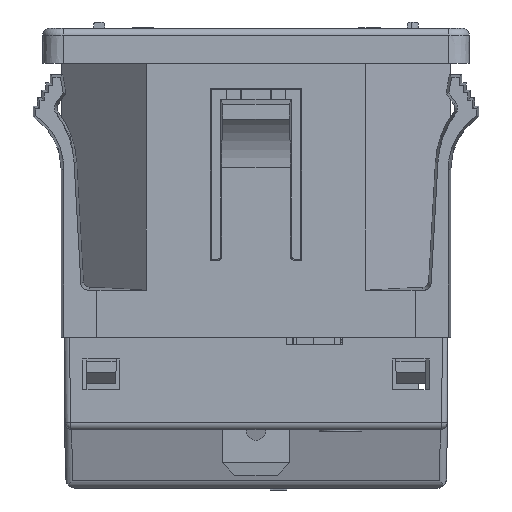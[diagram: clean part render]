
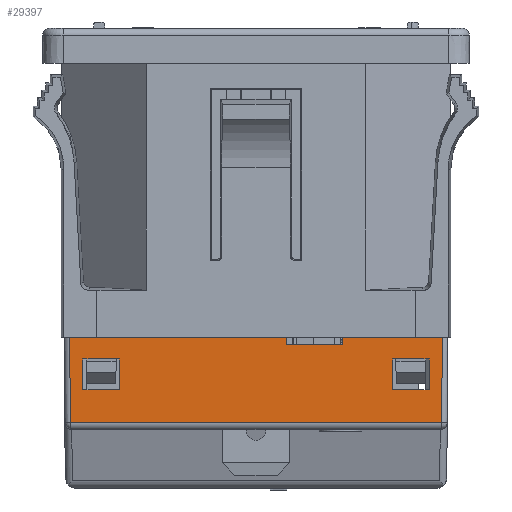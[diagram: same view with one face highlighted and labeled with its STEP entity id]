
A CAD part, front view. The second image highlights one B-rep face of the part: STEP entity #29397.
In plain terms, the highlighted planar face has unit normal (0, -1, -0.009).
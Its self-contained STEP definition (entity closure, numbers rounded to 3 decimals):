
#8169 = CARTESIAN_POINT ( 'NONE',  ( -12.35, -8.986, -23.6 ) ) ;
#8225 = CARTESIAN_POINT ( 'NONE',  ( -9.75, -8.986, -23.6 ) ) ;
#8226 = DIRECTION ( 'NONE',  ( 0., -0.009, 1. ) ) ;
#8227 = VECTOR ( 'NONE', #8226, 1000. ) ;
#8228 = CARTESIAN_POINT ( 'NONE',  ( -9.75, -9., -22.05 ) ) ;
#8230 = LINE ( 'NONE', #8228, #8227 ) ;
#8235 = CARTESIAN_POINT ( 'NONE',  ( -9.75, -8.967, -25.8 ) ) ;
#8243 = CARTESIAN_POINT ( 'NONE',  ( 13.247, -8.947, -28.154 ) ) ;
#8279 = CARTESIAN_POINT ( 'NONE',  ( -12.35, -8.967, -25.8 ) ) ;
#8329 = DIRECTION ( 'NONE',  ( 0., 0.009, -1. ) ) ;
#8330 = VECTOR ( 'NONE', #8329, 1000. ) ;
#8333 = CARTESIAN_POINT ( 'NONE',  ( -12.35, -9., -22.05 ) ) ;
#8336 = LINE ( 'NONE', #8333, #8330 ) ;
#8715 = DIRECTION ( 'NONE',  ( 1., 0., 0. ) ) ;
#8717 = VECTOR ( 'NONE', #8715, 1000. ) ;
#8719 = CARTESIAN_POINT ( 'NONE',  ( -0.6, -8.967, -25.8 ) ) ;
#8721 = LINE ( 'NONE', #8719, #8717 ) ;
#8766 = DIRECTION ( 'NONE',  ( -1., 0., 0. ) ) ;
#8767 = VECTOR ( 'NONE', #8766, 1000. ) ;
#8769 = CARTESIAN_POINT ( 'NONE',  ( -0.6, -8.986, -23.6 ) ) ;
#8771 = LINE ( 'NONE', #8769, #8767 ) ;
#8899 = CARTESIAN_POINT ( 'NONE',  ( 6.2, -8.996, -22.55 ) ) ;
#8901 = CARTESIAN_POINT ( 'NONE',  ( 2.2, -8.996, -22.55 ) ) ;
#8904 = DIRECTION ( 'NONE',  ( 1., 0., 0. ) ) ;
#8906 = VECTOR ( 'NONE', #8904, 1000. ) ;
#8907 = CARTESIAN_POINT ( 'NONE',  ( 6.2, -8.996, -22.55 ) ) ;
#8916 = LINE ( 'NONE', #8907, #8906 ) ;
#8993 = DIRECTION ( 'NONE',  ( 0., 0.009, -1. ) ) ;
#8994 = VECTOR ( 'NONE', #8993, 1000. ) ;
#8995 = CARTESIAN_POINT ( 'NONE',  ( 9.75, -9., -22.05 ) ) ;
#8996 = LINE ( 'NONE', #8995, #8994 ) ;
#9001 = CARTESIAN_POINT ( 'NONE',  ( 9.75, -8.986, -23.6 ) ) ;
#9024 = CARTESIAN_POINT ( 'NONE',  ( 12.35, -8.986, -23.6 ) ) ;
#9025 = DIRECTION ( 'NONE',  ( 0., -0.009, 1. ) ) ;
#9027 = VECTOR ( 'NONE', #9025, 1000. ) ;
#9029 = CARTESIAN_POINT ( 'NONE',  ( 12.35, -9., -22.05 ) ) ;
#9031 = LINE ( 'NONE', #9029, #9027 ) ;
#9067 = CARTESIAN_POINT ( 'NONE',  ( 12.35, -8.967, -25.8 ) ) ;
#9130 = DIRECTION ( 'NONE',  ( -1., 0., 0. ) ) ;
#9132 = VECTOR ( 'NONE', #9130, 1000. ) ;
#9133 = CARTESIAN_POINT ( 'NONE',  ( -0.6, -8.986, -23.6 ) ) ;
#9134 = LINE ( 'NONE', #9133, #9132 ) ;
#9196 = DIRECTION ( 'NONE',  ( 1., 0., 0. ) ) ;
#9198 = VECTOR ( 'NONE', #9196, 1000. ) ;
#9199 = CARTESIAN_POINT ( 'NONE',  ( -0.6, -8.967, -25.8 ) ) ;
#9200 = LINE ( 'NONE', #9199, #9198 ) ;
#9215 = CARTESIAN_POINT ( 'NONE',  ( 9.75, -8.967, -25.8 ) ) ;
#12339 = CARTESIAN_POINT ( 'NONE',  ( 13.3, -9., -22.05 ) ) ;
#12416 = CARTESIAN_POINT ( 'NONE',  ( 11.35, -9., -22.05 ) ) ;
#12608 = DIRECTION ( 'NONE',  ( 1., 0., 0. ) ) ;
#12610 = VECTOR ( 'NONE', #12608, 1000. ) ;
#12611 = CARTESIAN_POINT ( 'NONE',  ( -0.6, -9., -22.05 ) ) ;
#12612 = LINE ( 'NONE', #12611, #12610 ) ;
#12698 = CARTESIAN_POINT ( 'NONE',  ( -11.35, -9., -22.05 ) ) ;
#12701 = CARTESIAN_POINT ( 'NONE',  ( -13.3, -9., -22.05 ) ) ;
#12703 = DIRECTION ( 'NONE',  ( 1., 0., 0. ) ) ;
#12705 = VECTOR ( 'NONE', #12703, 1000. ) ;
#12706 = CARTESIAN_POINT ( 'NONE',  ( -0.6, -9., -22.05 ) ) ;
#12708 = LINE ( 'NONE', #12706, #12705 ) ;
#13859 = DIRECTION ( 'NONE',  ( 0.009, 0.009, -1. ) ) ;
#13860 = VECTOR ( 'NONE', #13859, 1000. ) ;
#13861 = CARTESIAN_POINT ( 'NONE',  ( -13.299, -8.999, -22.161 ) ) ;
#13862 = LINE ( 'NONE', #13861, #13860 ) ;
#13917 = DIRECTION ( 'NONE',  ( 0., -0.009, 1. ) ) ;
#13918 = DIRECTION ( 'NONE',  ( 0., -1., -0.009 ) ) ;
#13919 = CARTESIAN_POINT ( 'NONE',  ( -0.6, -9., -22.05 ) ) ;
#13921 = AXIS2_PLACEMENT_3D ( 'NONE', #13919, #13918, #13917 ) ;
#13922 = PLANE ( 'NONE',  #13921 ) ;
#13928 = FACE_OUTER_BOUND ( 'NONE', #29384, .T. ) ;
#13929 = FACE_BOUND ( 'NONE', #29379, .T. ) ;
#13930 = FACE_BOUND ( 'NONE', #29398, .T. ) ;
#13940 = DIRECTION ( 'NONE',  ( 0., -0.009, 1. ) ) ;
#13941 = VECTOR ( 'NONE', #13940, 1000. ) ;
#13942 = CARTESIAN_POINT ( 'NONE',  ( 2.2, -8.996, -22.55 ) ) ;
#13943 = LINE ( 'NONE', #13942, #13941 ) ;
#13948 = CARTESIAN_POINT ( 'NONE',  ( 2.2, -9., -22.05 ) ) ;
#13971 = DIRECTION ( 'NONE',  ( 1., 0., 0. ) ) ;
#13972 = VECTOR ( 'NONE', #13971, 1000. ) ;
#13973 = CARTESIAN_POINT ( 'NONE',  ( -0.6, -9., -22.05 ) ) ;
#13974 = LINE ( 'NONE', #13973, #13972 ) ;
#14125 = DIRECTION ( 'NONE',  ( 0., -0.009, 1. ) ) ;
#14127 = VECTOR ( 'NONE', #14125, 1000. ) ;
#14129 = CARTESIAN_POINT ( 'NONE',  ( 6.2, -9., -22.05 ) ) ;
#14131 = LINE ( 'NONE', #14129, #14127 ) ;
#14133 = CARTESIAN_POINT ( 'NONE',  ( 6.2, -9., -22.05 ) ) ;
#14135 = DIRECTION ( 'NONE',  ( 1., 0., 0. ) ) ;
#14137 = VECTOR ( 'NONE', #14135, 1000. ) ;
#14139 = CARTESIAN_POINT ( 'NONE',  ( -0.6, -9., -22.05 ) ) ;
#14141 = LINE ( 'NONE', #14139, #14137 ) ;
#14142 = DIRECTION ( 'NONE',  ( 0.009, -0.009, 1. ) ) ;
#14143 = VECTOR ( 'NONE', #14142, 1000. ) ;
#14145 = CARTESIAN_POINT ( 'NONE',  ( 13.299, -8.999, -22.171 ) ) ;
#14147 = LINE ( 'NONE', #14145, #14143 ) ;
#27555 = CARTESIAN_POINT ( 'NONE',  ( -13.247, -8.947, -28.154 ) ) ;
#28575 = DIRECTION ( 'NONE',  ( 1., 0., 0. ) ) ;
#28576 = VECTOR ( 'NONE', #28575, 1000. ) ;
#28577 = CARTESIAN_POINT ( 'NONE',  ( -0.6, -8.947, -28.154 ) ) ;
#28578 = LINE ( 'NONE', #28577, #28576 ) ;
#28920 = VERTEX_POINT ( 'NONE', #12339 ) ;
#28927 = VERTEX_POINT ( 'NONE', #12416 ) ;
#28981 = EDGE_CURVE ( 'NONE', #28927, #28920, #12612, .T. ) ;
#28984 = EDGE_CURVE ( 'NONE', #28985, #28986, #12708, .T. ) ;
#28985 = VERTEX_POINT ( 'NONE', #12701 ) ;
#28986 = VERTEX_POINT ( 'NONE', #12698 ) ;
#29373 = EDGE_CURVE ( 'NONE', #28985, #33718, #13862, .T. ) ;
#29375 = EDGE_CURVE ( 'NONE', #28986, #29391, #13974, .T. ) ;
#29376 = ORIENTED_EDGE ( 'NONE', *, *, #34175, .F. ) ;
#29377 = ORIENTED_EDGE ( 'NONE', *, *, #34217, .F. ) ;
#29378 = ORIENTED_EDGE ( 'NONE', *, *, #34165, .F. ) ;
#29379 = EDGE_LOOP ( 'NONE', ( #29380, #29381, #29382, #29383 ) ) ;
#29380 = ORIENTED_EDGE ( 'NONE', *, *, #34088, .F. ) ;
#29381 = ORIENTED_EDGE ( 'NONE', *, *, #34036, .F. ) ;
#29382 = ORIENTED_EDGE ( 'NONE', *, *, #34112, .F. ) ;
#29383 = ORIENTED_EDGE ( 'NONE', *, *, #33995, .F. ) ;
#29384 = EDGE_LOOP ( 'NONE', ( #29385, #29386, #29450, #29452, #29453, #29456, #29458, #29459, #29460, #29437 ) ) ;
#29385 = ORIENTED_EDGE ( 'NONE', *, *, #29373, .T. ) ;
#29386 = ORIENTED_EDGE ( 'NONE', *, *, #33933, .T. ) ;
#29391 = VERTEX_POINT ( 'NONE', #13948 ) ;
#29393 = EDGE_CURVE ( 'NONE', #34134, #29391, #13943, .T. ) ;
#29397 = ADVANCED_FACE ( 'NONE', ( #13930, #13929, #13928 ), #13922, .T. ) ;
#29398 = EDGE_LOOP ( 'NONE', ( #29399, #29376, #29377, #29378 ) ) ;
#29399 = ORIENTED_EDGE ( 'NONE', *, *, #34233, .F. ) ;
#29437 = ORIENTED_EDGE ( 'NONE', *, *, #28984, .F. ) ;
#29450 = ORIENTED_EDGE ( 'NONE', *, *, #29451, .T. ) ;
#29451 = EDGE_CURVE ( 'NONE', #33990, #28920, #14147, .T. ) ;
#29452 = ORIENTED_EDGE ( 'NONE', *, *, #28981, .F. ) ;
#29453 = ORIENTED_EDGE ( 'NONE', *, *, #29454, .F. ) ;
#29454 = EDGE_CURVE ( 'NONE', #29455, #28927, #14141, .T. ) ;
#29455 = VERTEX_POINT ( 'NONE', #14133 ) ;
#29456 = ORIENTED_EDGE ( 'NONE', *, *, #29457, .F. ) ;
#29457 = EDGE_CURVE ( 'NONE', #34135, #29455, #14131, .T. ) ;
#29458 = ORIENTED_EDGE ( 'NONE', *, *, #34133, .F. ) ;
#29459 = ORIENTED_EDGE ( 'NONE', *, *, #29393, .T. ) ;
#29460 = ORIENTED_EDGE ( 'NONE', *, *, #29375, .F. ) ;
#33718 = VERTEX_POINT ( 'NONE', #27555 ) ;
#33933 = EDGE_CURVE ( 'NONE', #33718, #33990, #28578, .T. ) ;
#33977 = VERTEX_POINT ( 'NONE', #8169 ) ;
#33990 = VERTEX_POINT ( 'NONE', #8243 ) ;
#33993 = VERTEX_POINT ( 'NONE', #8235 ) ;
#33995 = EDGE_CURVE ( 'NONE', #33993, #33996, #8230, .T. ) ;
#33996 = VERTEX_POINT ( 'NONE', #8225 ) ;
#34016 = VERTEX_POINT ( 'NONE', #8279 ) ;
#34036 = EDGE_CURVE ( 'NONE', #33977, #34016, #8336, .T. ) ;
#34088 = EDGE_CURVE ( 'NONE', #34016, #33993, #8721, .T. ) ;
#34112 = EDGE_CURVE ( 'NONE', #33996, #33977, #8771, .T. ) ;
#34133 = EDGE_CURVE ( 'NONE', #34134, #34135, #8916, .T. ) ;
#34134 = VERTEX_POINT ( 'NONE', #8901 ) ;
#34135 = VERTEX_POINT ( 'NONE', #8899 ) ;
#34165 = EDGE_CURVE ( 'NONE', #34191, #34166, #9031, .T. ) ;
#34166 = VERTEX_POINT ( 'NONE', #9024 ) ;
#34171 = VERTEX_POINT ( 'NONE', #9001 ) ;
#34175 = EDGE_CURVE ( 'NONE', #34171, #34229, #8996, .T. ) ;
#34191 = VERTEX_POINT ( 'NONE', #9067 ) ;
#34217 = EDGE_CURVE ( 'NONE', #34166, #34171, #9134, .T. ) ;
#34229 = VERTEX_POINT ( 'NONE', #9215 ) ;
#34233 = EDGE_CURVE ( 'NONE', #34229, #34191, #9200, .T. ) ;
